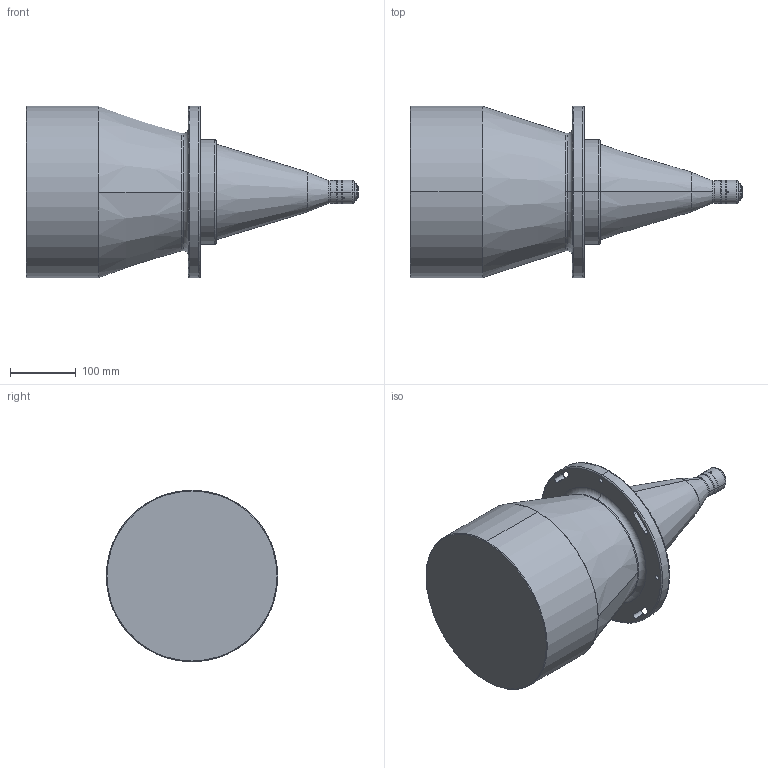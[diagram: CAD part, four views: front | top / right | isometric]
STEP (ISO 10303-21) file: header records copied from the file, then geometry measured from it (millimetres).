
FILE_DESCRIPTION (( 'STEP AP203' ), '1' );
FILE_NAME ('DTCM120-216-AL.STEP', '2019-11-13T06:45:56', ( 'Windows 蚚誧' ), ( '' ), 'SwSTEP 2.0', 'SolidWorks 2017', '' );
FILE_SCHEMA (( 'CONFIG_CONTROL_DESIGN' ));
Length unit declared in the file: millimetre
Products named in the file (1): DTCM120-216-AL
Bounding box: 503.4 x 260 x 260 mm (x, y, z)
Volume: 13623690.8 mm3; surface area: 391446.4 mm2
Topology: 1 solids, 1 shells, 107 faces, 254 edges, 155 vertices
Faces by surface type: cylinder 56, cone 26, bspline 12, plane 11, torus 2
Entity records: 3405 total; most frequent: CARTESIAN_POINT 845, DIRECTION 558, ORIENTED_EDGE 496, EDGE_CURVE 248, AXIS2_PLACEMENT_3D 238, VERTEX_POINT 155, CIRCLE 142, EDGE_LOOP 135
